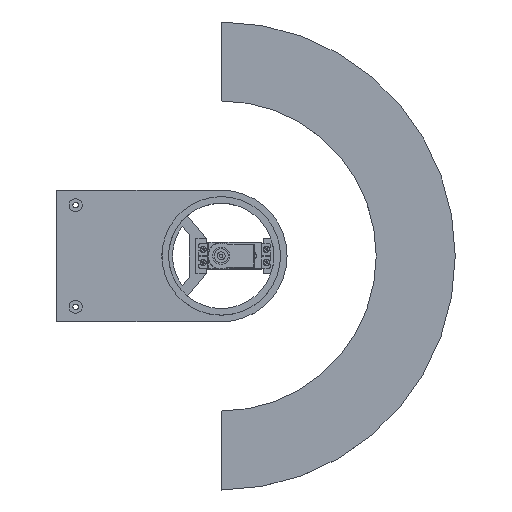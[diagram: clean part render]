
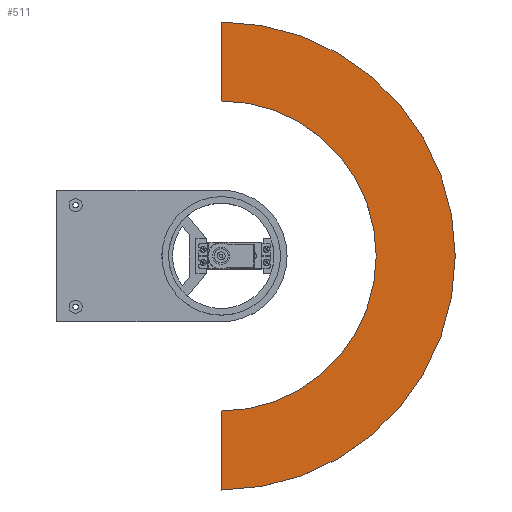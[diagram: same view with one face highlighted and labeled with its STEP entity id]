
A CAD part, top view. The second image highlights one B-rep face of the part: STEP entity #511.
In plain terms, the highlighted planar face has unit normal (0, 0, 1).
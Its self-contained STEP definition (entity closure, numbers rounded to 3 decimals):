
#102 = AXIS2_PLACEMENT_3D ( 'NONE', #7572, #3747, #2797 ) ;
#159 = EDGE_CURVE ( 'NONE', #2550, #1823, #4710, .T. ) ;
#217 = EDGE_CURVE ( 'NONE', #1823, #5734, #414, .T. ) ;
#414 = LINE ( 'NONE', #1274, #1173 ) ;
#511 = ADVANCED_FACE ( 'NONE', ( #9806 ), #7168, .T. ) ;
#642 = LINE ( 'NONE', #4683, #9671 ) ;
#734 = VERTEX_POINT ( 'NONE', #3520 ) ;
#936 = CARTESIAN_POINT ( 'NONE',  ( 0., -177.69, 0. ) ) ;
#1173 = VECTOR ( 'NONE', #1244, 1000. ) ;
#1244 = DIRECTION ( 'NONE',  ( 0., 1., 0. ) ) ;
#1274 = CARTESIAN_POINT ( 'NONE',  ( 0., 0., 0. ) ) ;
#1735 = CARTESIAN_POINT ( 'NONE',  ( 0., -117.732, 0. ) ) ;
#1823 = VERTEX_POINT ( 'NONE', #936 ) ;
#1831 = ORIENTED_EDGE ( 'NONE', *, *, #159, .F. ) ;
#1919 = EDGE_LOOP ( 'NONE', ( #6954, #10096, #6269, #1831 ) ) ;
#2207 = DIRECTION ( 'NONE',  ( 0., 0., -1. ) ) ;
#2476 = CARTESIAN_POINT ( 'NONE',  ( 0., 0., 0. ) ) ;
#2550 = VERTEX_POINT ( 'NONE', #5818 ) ;
#2797 = DIRECTION ( 'NONE',  ( 0., -1., 0. ) ) ;
#3027 = DIRECTION ( 'NONE',  ( 0., -1., 0. ) ) ;
#3079 = DIRECTION ( 'NONE',  ( 0., 1., 0. ) ) ;
#3520 = CARTESIAN_POINT ( 'NONE',  ( 0., 117.732, 0. ) ) ;
#3747 = DIRECTION ( 'NONE',  ( 0., 0., -1. ) ) ;
#3761 = AXIS2_PLACEMENT_3D ( 'NONE', #2476, #8893, #9612 ) ;
#4683 = CARTESIAN_POINT ( 'NONE',  ( 0., 0., 0. ) ) ;
#4710 = CIRCLE ( 'NONE', #102, 177.69 ) ;
#4927 = AXIS2_PLACEMENT_3D ( 'NONE', #7090, #2207, #3027 ) ;
#5065 = CIRCLE ( 'NONE', #4927, 117.732 ) ;
#5734 = VERTEX_POINT ( 'NONE', #1735 ) ;
#5818 = CARTESIAN_POINT ( 'NONE',  ( 0., 177.69, 0. ) ) ;
#6269 = ORIENTED_EDGE ( 'NONE', *, *, #217, .F. ) ;
#6954 = ORIENTED_EDGE ( 'NONE', *, *, #8502, .F. ) ;
#7090 = CARTESIAN_POINT ( 'NONE',  ( 0., 0., 0. ) ) ;
#7168 = PLANE ( 'NONE',  #3761 ) ;
#7572 = CARTESIAN_POINT ( 'NONE',  ( 0., 0., 0. ) ) ;
#8502 = EDGE_CURVE ( 'NONE', #734, #2550, #642, .T. ) ;
#8856 = EDGE_CURVE ( 'NONE', #734, #5734, #5065, .T. ) ;
#8893 = DIRECTION ( 'NONE',  ( 0., 0., 1. ) ) ;
#9612 = DIRECTION ( 'NONE',  ( 0., -1., 0. ) ) ;
#9671 = VECTOR ( 'NONE', #3079, 1000. ) ;
#9806 = FACE_OUTER_BOUND ( 'NONE', #1919, .T. ) ;
#10096 = ORIENTED_EDGE ( 'NONE', *, *, #8856, .T. ) ;
